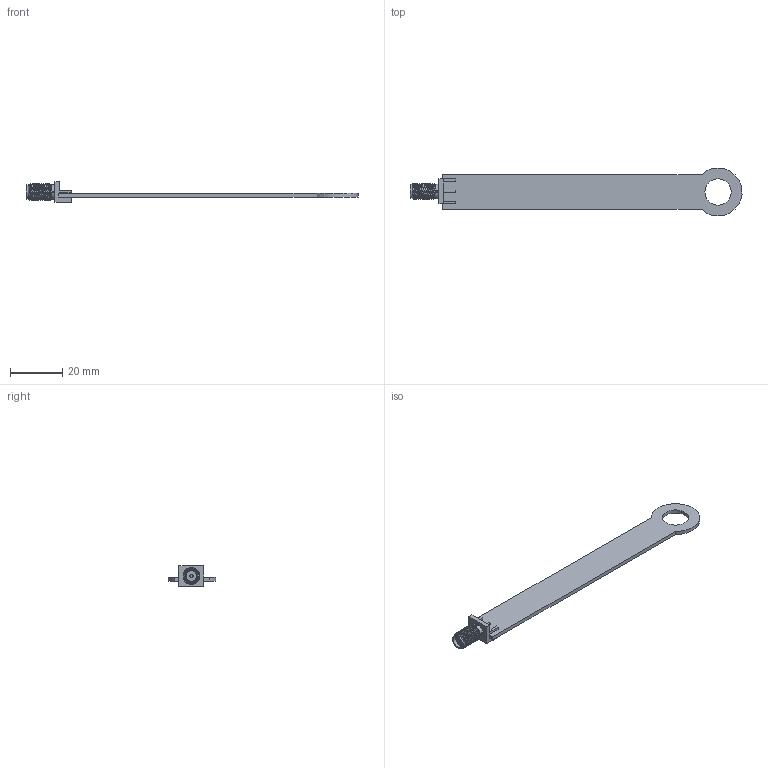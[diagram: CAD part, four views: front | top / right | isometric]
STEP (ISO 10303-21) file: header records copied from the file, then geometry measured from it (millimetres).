
FILE_DESCRIPTION(('KiCad electronic assembly'),'2;1');
FILE_NAME('H-Field 18mm.step','2025-05-06T23:29:32',('Pcbnew'),('Kicad') ,'Open CASCADE STEP processor 7.8','KiCad to STEP converter','Unknown' );
FILE_SCHEMA(('AUTOMOTIVE_DESIGN { 1 0 10303 214 1 1 1 1 }'));
Length unit declared in the file: millimetre
Products named in the file (3): H-Field 18mm 1; SMA_Amphenol_132289_EdgeMount; H-Field 18mm_PCB
Assembly tree (2 placements, depth 2):
  H-Field 18mm 1
    SMA_Amphenol_132289_EdgeMount
    H-Field 18mm_PCB
Bounding box: 126.66 x 18.28 x 7.92 mm (x, y, z)
Volume: 2578.3 mm3; surface area: 3956.8 mm2
Topology: 2 solids, 2 shells, 118 faces, 269 edges, 161 vertices
Faces by surface type: plane 42, bspline 39, cylinder 25, cone 8, sphere 4
Full cylindrical faces by diameter (mm): 0.76 x1, 0.97 x1, 1.27 x1, 4 x1, 4.2 x1, 4.597 x1, 5.385 x2, 6.35 x10, 10 x1
Entity records: 6321 total; most frequent: CARTESIAN_POINT 3884, ORIENTED_EDGE 530, DIRECTION 374, EDGE_CURVE 265, VERTEX_POINT 161, FACE_BOUND 130, EDGE_LOOP 130, AXIS2_PLACEMENT_3D 129
